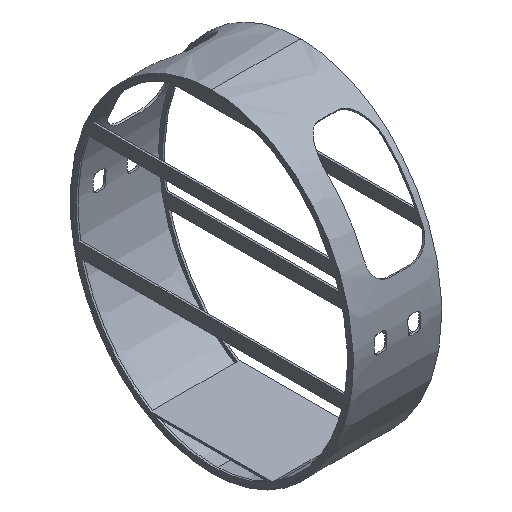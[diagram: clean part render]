
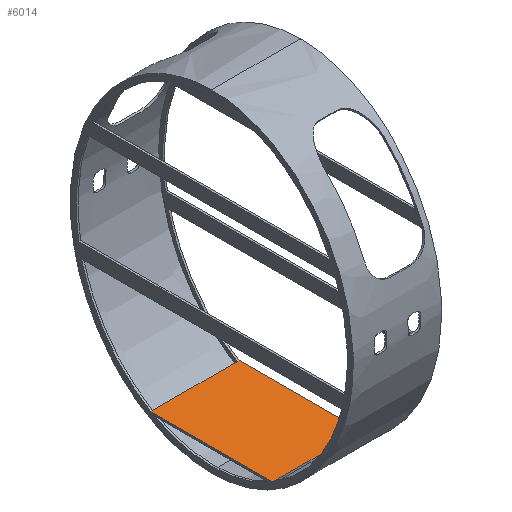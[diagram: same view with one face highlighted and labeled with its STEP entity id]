
A CAD part, isometric view. The second image highlights one B-rep face of the part: STEP entity #6014.
In plain terms, the highlighted planar face has unit normal (0, 0, 1).
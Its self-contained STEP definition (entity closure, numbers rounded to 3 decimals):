
#5300=CARTESIAN_POINT('Vertex',(-50.,1557.036,737.)) ;
#5328=CARTESIAN_POINT('Vertex',(-50.,-1557.036,737.)) ;
#5551=CARTESIAN_POINT('Vertex',(0.,1557.036,737.)) ;
#5554=CARTESIAN_POINT('Line Origine',(0.,0.,737.)) ;
#5558=CARTESIAN_POINT('Vertex',(0.,-1557.036,737.)) ;
#5709=CARTESIAN_POINT('Vertex',(-2210.,1557.036,737.)) ;
#5712=CARTESIAN_POINT('Line Origine',(-1130.,1557.036,737.)) ;
#5811=CARTESIAN_POINT('Line Origine',(-1130.,-1557.036,737.)) ;
#5815=CARTESIAN_POINT('Vertex',(-2210.,-1557.036,737.)) ;
#5843=CARTESIAN_POINT('Line Origine',(-25.,-1557.036,737.)) ;
#5890=CARTESIAN_POINT('Line Origine',(-25.,1557.036,737.)) ;
#5980=CARTESIAN_POINT('Axis2P3D Location',(0.,0.,737.)) ;
#5985=CARTESIAN_POINT('Line Origine',(-2235.,1557.036,737.)) ;
#5989=CARTESIAN_POINT('Vertex',(-2260.,1557.036,737.)) ;
#5992=CARTESIAN_POINT('Line Origine',(-2260.,0.,737.)) ;
#5996=CARTESIAN_POINT('Vertex',(-2260.,-1557.036,737.)) ;
#5999=CARTESIAN_POINT('Line Origine',(-2235.,-1557.036,737.)) ;
#5555=DIRECTION('Vector Direction',(0.,1.,0.)) ;
#5713=DIRECTION('Vector Direction',(1.,0.,0.)) ;
#5812=DIRECTION('Vector Direction',(1.,0.,0.)) ;
#5844=DIRECTION('Vector Direction',(1.,0.,0.)) ;
#5891=DIRECTION('Vector Direction',(1.,0.,0.)) ;
#5981=DIRECTION('Axis2P3D Direction',(0.,0.,1.)) ;
#5982=DIRECTION('Axis2P3D XDirection',(1.,0.,0.)) ;
#5986=DIRECTION('Vector Direction',(-1.,0.,0.)) ;
#5993=DIRECTION('Vector Direction',(0.,1.,0.)) ;
#6000=DIRECTION('Vector Direction',(-1.,0.,0.)) ;
#5983=AXIS2_PLACEMENT_3D('Plane Axis2P3D',#5980,#5981,#5982) ;
#6005=ORIENTED_EDGE('',*,*,#5894,.T.) ;
#6006=ORIENTED_EDGE('',*,*,#5716,.F.) ;
#6007=ORIENTED_EDGE('',*,*,#5991,.T.) ;
#6008=ORIENTED_EDGE('',*,*,#5998,.F.) ;
#6009=ORIENTED_EDGE('',*,*,#6003,.F.) ;
#6010=ORIENTED_EDGE('',*,*,#5817,.T.) ;
#6011=ORIENTED_EDGE('',*,*,#5847,.F.) ;
#6012=ORIENTED_EDGE('',*,*,#5560,.T.) ;
#5556=VECTOR('Line Direction',#5555,1.) ;
#5714=VECTOR('Line Direction',#5713,1.) ;
#5813=VECTOR('Line Direction',#5812,1.) ;
#5845=VECTOR('Line Direction',#5844,1.) ;
#5892=VECTOR('Line Direction',#5891,1.) ;
#5987=VECTOR('Line Direction',#5986,1.) ;
#5994=VECTOR('Line Direction',#5993,1.) ;
#6001=VECTOR('Line Direction',#6000,1.) ;
#6014=ADVANCED_FACE('PartBody',(#6013),#5984,.T.) ;
#5560=EDGE_CURVE('',#5559,#5552,#5557,.T.) ;
#5716=EDGE_CURVE('',#5710,#5301,#5715,.T.) ;
#5817=EDGE_CURVE('',#5816,#5329,#5814,.T.) ;
#5847=EDGE_CURVE('',#5559,#5329,#5846,.F.) ;
#5894=EDGE_CURVE('',#5552,#5301,#5893,.F.) ;
#5991=EDGE_CURVE('',#5710,#5990,#5988,.T.) ;
#5998=EDGE_CURVE('',#5997,#5990,#5995,.T.) ;
#6003=EDGE_CURVE('',#5816,#5997,#6002,.T.) ;
#6004=EDGE_LOOP('',(#6005,#6006,#6007,#6008,#6009,#6010,#6011,#6012)) ;
#6013=FACE_OUTER_BOUND('',#6004,.T.) ;
#5557=LINE('Line',#5554,#5556) ;
#5715=LINE('Line',#5712,#5714) ;
#5814=LINE('Line',#5811,#5813) ;
#5846=LINE('Line',#5843,#5845) ;
#5893=LINE('Line',#5890,#5892) ;
#5988=LINE('Line',#5985,#5987) ;
#5995=LINE('Line',#5992,#5994) ;
#6002=LINE('Line',#5999,#6001) ;
#5984=PLANE('Plane',#5983) ;
#5301=VERTEX_POINT('',#5300) ;
#5329=VERTEX_POINT('',#5328) ;
#5552=VERTEX_POINT('',#5551) ;
#5559=VERTEX_POINT('',#5558) ;
#5710=VERTEX_POINT('',#5709) ;
#5816=VERTEX_POINT('',#5815) ;
#5990=VERTEX_POINT('',#5989) ;
#5997=VERTEX_POINT('',#5996) ;
